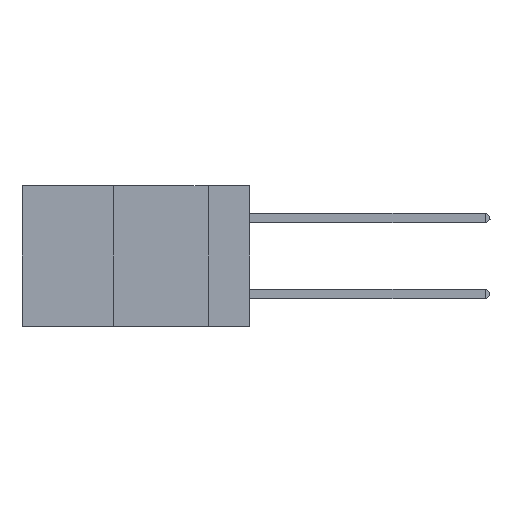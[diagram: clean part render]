
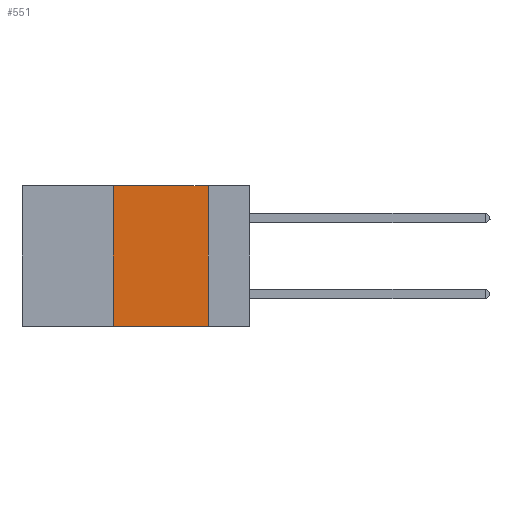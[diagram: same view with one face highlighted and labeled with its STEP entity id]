
A CAD part, left-side view. The second image highlights one B-rep face of the part: STEP entity #551.
In plain terms, the highlighted planar face has unit normal (-1, 0, 0).
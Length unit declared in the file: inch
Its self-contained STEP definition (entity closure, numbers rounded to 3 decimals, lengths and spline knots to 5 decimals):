
#551 = ADVANCED_FACE ( 'NONE', ( #16955 ), #1580, .F. ) ;
#585 = LINE ( 'NONE', #14059, #1646 ) ;
#690 = DIRECTION ( 'NONE',  ( 0., -1., 0. ) ) ;
#777 = EDGE_CURVE ( 'NONE', #8726, #3400, #585, .T. ) ;
#1580 = PLANE ( 'NONE',  #14745 ) ;
#1646 = VECTOR ( 'NONE', #690, 39.37008 ) ;
#1861 = CARTESIAN_POINT ( 'NONE',  ( 0., 0.36, -0.37 ) ) ;
#3031 = VECTOR ( 'NONE', #16586, 39.37008 ) ;
#3353 = DIRECTION ( 'NONE',  ( 0., 0., -1. ) ) ;
#3400 = VERTEX_POINT ( 'NONE', #17089 ) ;
#4148 = VERTEX_POINT ( 'NONE', #17718 ) ;
#4740 = LINE ( 'NONE', #18354, #3031 ) ;
#5232 = DIRECTION ( 'NONE',  ( 1., 0., 0. ) ) ;
#5331 = EDGE_LOOP ( 'NONE', ( #7116, #17861, #19299, #13705 ) ) ;
#5724 = EDGE_CURVE ( 'NONE', #8726, #4148, #17044, .T. ) ;
#5902 = CARTESIAN_POINT ( 'NONE',  ( 0., 0.6, 0. ) ) ;
#7116 = ORIENTED_EDGE ( 'NONE', *, *, #15214, .F. ) ;
#8726 = VERTEX_POINT ( 'NONE', #1861 ) ;
#9713 = CARTESIAN_POINT ( 'NONE',  ( 0., 0.11, 0. ) ) ;
#10014 = VECTOR ( 'NONE', #21272, 39.37008 ) ;
#11154 = VERTEX_POINT ( 'NONE', #9713 ) ;
#13699 = EDGE_CURVE ( 'NONE', #4148, #11154, #19621, .T. ) ;
#13705 = ORIENTED_EDGE ( 'NONE', *, *, #777, .T. ) ;
#14059 = CARTESIAN_POINT ( 'NONE',  ( 0., 0.6, -0.37 ) ) ;
#14745 = AXIS2_PLACEMENT_3D ( 'NONE', #17171, #5232, #3353 ) ;
#15214 = EDGE_CURVE ( 'NONE', #11154, #3400, #4740, .T. ) ;
#15383 = DIRECTION ( 'NONE',  ( 0., 0., 1. ) ) ;
#16154 = VECTOR ( 'NONE', #15383, 39.37008 ) ;
#16586 = DIRECTION ( 'NONE',  ( 0., 0., -1. ) ) ;
#16955 = FACE_OUTER_BOUND ( 'NONE', #5331, .T. ) ;
#17044 = LINE ( 'NONE', #18280, #16154 ) ;
#17089 = CARTESIAN_POINT ( 'NONE',  ( 0., 0.11, -0.37 ) ) ;
#17171 = CARTESIAN_POINT ( 'NONE',  ( 0., 0.6, 0. ) ) ;
#17718 = CARTESIAN_POINT ( 'NONE',  ( 0., 0.36, 0. ) ) ;
#17861 = ORIENTED_EDGE ( 'NONE', *, *, #13699, .F. ) ;
#18280 = CARTESIAN_POINT ( 'NONE',  ( 0., 0.36, 0. ) ) ;
#18354 = CARTESIAN_POINT ( 'NONE',  ( 0., 0.11, 0. ) ) ;
#19299 = ORIENTED_EDGE ( 'NONE', *, *, #5724, .F. ) ;
#19621 = LINE ( 'NONE', #5902, #10014 ) ;
#21272 = DIRECTION ( 'NONE',  ( 0., -1., 0. ) ) ;
